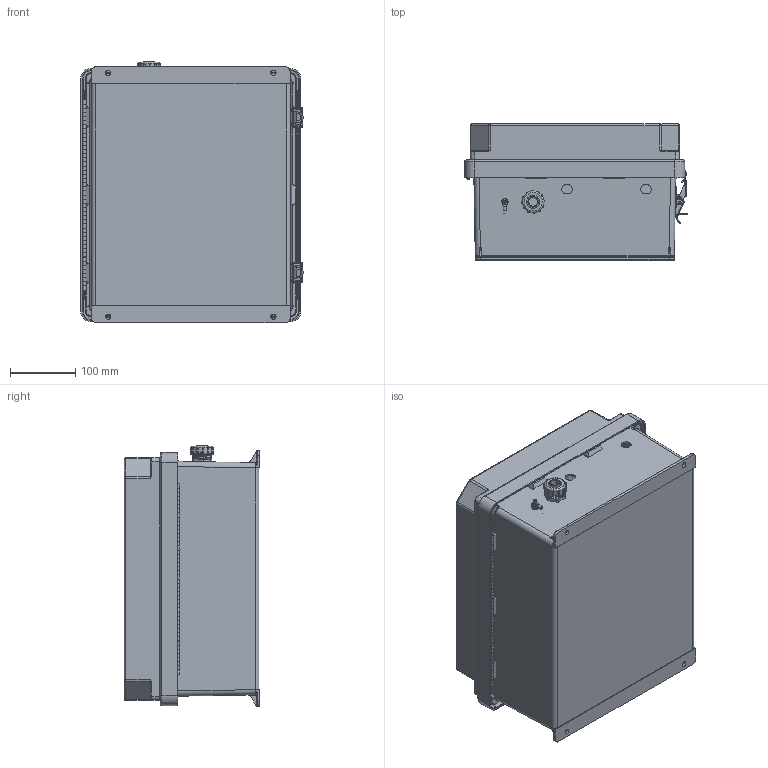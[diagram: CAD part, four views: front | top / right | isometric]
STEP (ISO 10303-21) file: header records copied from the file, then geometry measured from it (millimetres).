
FILE_DESCRIPTION (( 'STEP AP214' ), '1' );
FILE_NAME ('NB141207-01_3D.step', '2025-10-28T17:09:22', ( '' ), ( '' ), 'SwSTEP 2.0', 'SolidWorks 2025', '' );
FILE_SCHEMA (( 'AUTOMOTIVE_DESIGN' ));
Length unit declared in the file: inch
Products named in the file (17): XFW-0002; XC-0003; NB141207-Lid-2; XCT-0011; XCT-0005; XCT-0010; NB141207-Hinge; XF451-01; NEMA 14-400 GroundWire; 10-32 NEMA PLATE SCREW; NB141207-01_3D; NB141207-DoorClasp-2; XFS-0017; XFS-0026; NB141207-DoorClasp-1; XFN-0003; NB141207-Box
Assembly tree (23 placements, depth 2):
  NB141207-01_3D
    NB141207-Box
    NB141207-Hinge  x2
    NB141207-Lid-2
    NB141207-DoorClasp-1  x2
    NB141207-DoorClasp-2  x2
    XC-0003
    XFS-0026
    XCT-0005
    XFN-0003  x2
    XFW-0002
    XF451-01
    XCT-0010
    XCT-0011
    10-32 NEMA PLATE SCREW  x4
    XFS-0017
    NEMA 14-400 GroundWire
Bounding box: 341.91 x 208.71 x 402.49 mm (x, y, z)
Volume: 2194381.4 mm3; surface area: 1349359.5 mm2
Topology: 29 solids, 30 shells, 2783 faces, 7091 edges, 4350 vertices
Faces by surface type: cylinder 1009, plane 867, cone 453, torus 296, bspline 150, sphere 8
Entity records: 72299 total; most frequent: CARTESIAN_POINT 19191, DIRECTION 11244, ORIENTED_EDGE 11042, EDGE_CURVE 5521, AXIS2_PLACEMENT_3D 4312, VERTEX_POINT 3403, VECTOR 2620, LINE 2620
